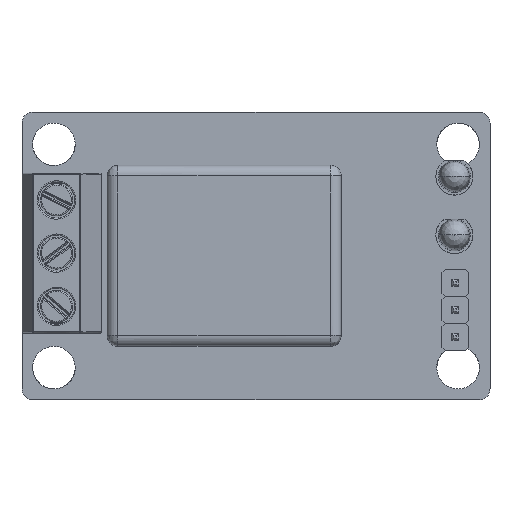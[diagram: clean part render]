
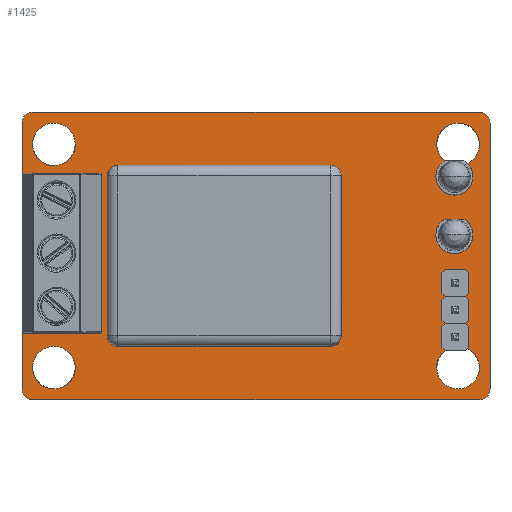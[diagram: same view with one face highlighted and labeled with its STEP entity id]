
A CAD part, top view. The second image highlights one B-rep face of the part: STEP entity #1425.
In plain terms, the highlighted planar face has unit normal (0, 0, 1).
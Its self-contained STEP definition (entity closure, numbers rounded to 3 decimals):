
#63=FACE_BOUND('',#2956,.T.);
#64=FACE_BOUND('',#2957,.T.);
#65=FACE_BOUND('',#2958,.T.);
#66=FACE_BOUND('',#2959,.T.);
#116=PLANE('',#11418);
#438=B_SPLINE_CURVE_WITH_KNOTS('',1,(#12422,#12423),.UNSPECIFIED.,.F.,.F.,
(2,2),(1.,43.),.UNSPECIFIED.);
#439=B_SPLINE_CURVE_WITH_KNOTS('',1,(#12424,#12425),.UNSPECIFIED.,.F.,.F.,
(2,2),(45.,70.),.UNSPECIFIED.);
#440=B_SPLINE_CURVE_WITH_KNOTS('',1,(#12426,#12427),.UNSPECIFIED.,.F.,.F.,
(2,2),(72.,114.),.UNSPECIFIED.);
#441=B_SPLINE_CURVE_WITH_KNOTS('',1,(#12428,#12429),.UNSPECIFIED.,.F.,.F.,
(2,2),(116.,141.),.UNSPECIFIED.);
#1425=ADVANCED_FACE('',(#2190,#63,#64,#65,#66),#116,.T.);
#2190=FACE_OUTER_BOUND('',#2955,.T.);
#2955=EDGE_LOOP('',(#3815,#3816,#3817,#3818,#3819,#3820,#3821,#3822));
#2956=EDGE_LOOP('',(#3823));
#2957=EDGE_LOOP('',(#3824));
#2958=EDGE_LOOP('',(#3825));
#2959=EDGE_LOOP('',(#3826));
#3815=ORIENTED_EDGE('',*,*,#7205,.T.);
#3816=ORIENTED_EDGE('',*,*,#7207,.T.);
#3817=ORIENTED_EDGE('',*,*,#7202,.T.);
#3818=ORIENTED_EDGE('',*,*,#7206,.T.);
#3819=ORIENTED_EDGE('',*,*,#7203,.T.);
#3820=ORIENTED_EDGE('',*,*,#7208,.T.);
#3821=ORIENTED_EDGE('',*,*,#7204,.T.);
#3822=ORIENTED_EDGE('',*,*,#7209,.T.);
#3823=ORIENTED_EDGE('',*,*,#7210,.T.);
#3824=ORIENTED_EDGE('',*,*,#7211,.T.);
#3825=ORIENTED_EDGE('',*,*,#7212,.T.);
#3826=ORIENTED_EDGE('',*,*,#7213,.T.);
#7202=EDGE_CURVE('',#9832,#9831,#438,.T.);
#7203=EDGE_CURVE('',#9834,#9833,#439,.T.);
#7204=EDGE_CURVE('',#9836,#9835,#440,.T.);
#7205=EDGE_CURVE('',#9838,#9837,#441,.T.);
#7206=EDGE_CURVE('',#9831,#9834,#8976,.T.);
#7207=EDGE_CURVE('',#9837,#9832,#8977,.T.);
#7208=EDGE_CURVE('',#9833,#9836,#8978,.T.);
#7209=EDGE_CURVE('',#9835,#9838,#8979,.T.);
#7210=EDGE_CURVE('',#9839,#9839,#8980,.T.);
#7211=EDGE_CURVE('',#9840,#9840,#8981,.T.);
#7212=EDGE_CURVE('',#9841,#9841,#8982,.T.);
#7213=EDGE_CURVE('',#9842,#9842,#8983,.T.);
#8976=(
BOUNDED_CURVE()
B_SPLINE_CURVE(2,(#12430,#12431,#12432),.UNSPECIFIED.,.F.,.F.)
B_SPLINE_CURVE_WITH_KNOTS((3,3),(0.,1.571),.UNSPECIFIED.)
CURVE()
GEOMETRIC_REPRESENTATION_ITEM()
RATIONAL_B_SPLINE_CURVE((1.,0.707,1.))
REPRESENTATION_ITEM('')
);
#8977=(
BOUNDED_CURVE()
B_SPLINE_CURVE(2,(#12433,#12434,#12435),.UNSPECIFIED.,.F.,.F.)
B_SPLINE_CURVE_WITH_KNOTS((3,3),(-1.571,0.),.UNSPECIFIED.)
CURVE()
GEOMETRIC_REPRESENTATION_ITEM()
RATIONAL_B_SPLINE_CURVE((1.,0.707,1.))
REPRESENTATION_ITEM('')
);
#8978=(
BOUNDED_CURVE()
B_SPLINE_CURVE(2,(#12436,#12437,#12438),.UNSPECIFIED.,.F.,.F.)
B_SPLINE_CURVE_WITH_KNOTS((3,3),(0.,1.571),.UNSPECIFIED.)
CURVE()
GEOMETRIC_REPRESENTATION_ITEM()
RATIONAL_B_SPLINE_CURVE((1.,0.707,1.))
REPRESENTATION_ITEM('')
);
#8979=(
BOUNDED_CURVE()
B_SPLINE_CURVE(2,(#12439,#12440,#12441),.UNSPECIFIED.,.F.,.F.)
B_SPLINE_CURVE_WITH_KNOTS((3,3),(0.,1.571),.UNSPECIFIED.)
CURVE()
GEOMETRIC_REPRESENTATION_ITEM()
RATIONAL_B_SPLINE_CURVE((1.,0.707,1.))
REPRESENTATION_ITEM('')
);
#8980=(
BOUNDED_CURVE()
B_SPLINE_CURVE(2,(#12442,#12443,#12444,#12445,#12446,#12447,#12448,#12449,
#12450),.UNSPECIFIED.,.T.,.F.)
B_SPLINE_CURVE_WITH_KNOTS((3,2,2,2,3),(0.,3.142,6.283,
9.425,12.566),.UNSPECIFIED.)
CURVE()
GEOMETRIC_REPRESENTATION_ITEM()
RATIONAL_B_SPLINE_CURVE((1.,0.707,1.,0.707,1.,0.707,
1.,0.707,1.))
REPRESENTATION_ITEM('')
);
#8981=(
BOUNDED_CURVE()
B_SPLINE_CURVE(2,(#12451,#12452,#12453,#12454,#12455,#12456,#12457,#12458,
#12459),.UNSPECIFIED.,.T.,.F.)
B_SPLINE_CURVE_WITH_KNOTS((3,2,2,2,3),(0.,3.142,6.283,
9.425,12.566),.UNSPECIFIED.)
CURVE()
GEOMETRIC_REPRESENTATION_ITEM()
RATIONAL_B_SPLINE_CURVE((1.,0.707,1.,0.707,1.,0.707,
1.,0.707,1.))
REPRESENTATION_ITEM('')
);
#8982=(
BOUNDED_CURVE()
B_SPLINE_CURVE(2,(#12460,#12461,#12462,#12463,#12464,#12465,#12466,#12467,
#12468),.UNSPECIFIED.,.T.,.F.)
B_SPLINE_CURVE_WITH_KNOTS((3,2,2,2,3),(0.,3.142,6.283,
9.425,12.566),.UNSPECIFIED.)
CURVE()
GEOMETRIC_REPRESENTATION_ITEM()
RATIONAL_B_SPLINE_CURVE((1.,0.707,1.,0.707,1.,0.707,
1.,0.707,1.))
REPRESENTATION_ITEM('')
);
#8983=(
BOUNDED_CURVE()
B_SPLINE_CURVE(2,(#12469,#12470,#12471,#12472,#12473,#12474,#12475,#12476,
#12477),.UNSPECIFIED.,.T.,.F.)
B_SPLINE_CURVE_WITH_KNOTS((3,2,2,2,3),(0.,3.142,6.283,
9.425,12.566),.UNSPECIFIED.)
CURVE()
GEOMETRIC_REPRESENTATION_ITEM()
RATIONAL_B_SPLINE_CURVE((1.,0.707,1.,0.707,1.,0.707,
1.,0.707,1.))
REPRESENTATION_ITEM('')
);
#9831=VERTEX_POINT('',#12410);
#9832=VERTEX_POINT('',#12411);
#9833=VERTEX_POINT('',#12412);
#9834=VERTEX_POINT('',#12413);
#9835=VERTEX_POINT('',#12414);
#9836=VERTEX_POINT('',#12415);
#9837=VERTEX_POINT('',#12416);
#9838=VERTEX_POINT('',#12417);
#9839=VERTEX_POINT('',#12418);
#9840=VERTEX_POINT('',#12419);
#9841=VERTEX_POINT('',#12420);
#9842=VERTEX_POINT('',#12421);
#11418=AXIS2_PLACEMENT_3D('',#12409,#11727,$);
#11727=DIRECTION('',(0.,0.,1.));
#12409=CARTESIAN_POINT('',(0.,0.,1.5));
#12410=CARTESIAN_POINT('',(43.,0.,1.5));
#12411=CARTESIAN_POINT('',(1.,0.,1.5));
#12412=CARTESIAN_POINT('',(44.,26.,1.5));
#12413=CARTESIAN_POINT('',(44.,1.,1.5));
#12414=CARTESIAN_POINT('',(1.,27.,1.5));
#12415=CARTESIAN_POINT('',(43.,27.,1.5));
#12416=CARTESIAN_POINT('',(0.,1.,1.5));
#12417=CARTESIAN_POINT('',(0.,26.,1.5));
#12418=CARTESIAN_POINT('',(1.,24.,1.5));
#12419=CARTESIAN_POINT('',(43.,24.,1.5));
#12420=CARTESIAN_POINT('',(43.,3.,1.5));
#12421=CARTESIAN_POINT('',(1.,3.,1.5));
#12422=CARTESIAN_POINT('',(1.,0.,1.5));
#12423=CARTESIAN_POINT('',(43.,0.,1.5));
#12424=CARTESIAN_POINT('',(44.,1.,1.5));
#12425=CARTESIAN_POINT('',(44.,26.,1.5));
#12426=CARTESIAN_POINT('',(43.,27.,1.5));
#12427=CARTESIAN_POINT('',(1.,27.,1.5));
#12428=CARTESIAN_POINT('',(0.,26.,1.5));
#12429=CARTESIAN_POINT('',(0.,1.,1.5));
#12430=CARTESIAN_POINT('',(43.,0.,1.5));
#12431=CARTESIAN_POINT('',(44.,0.,1.5));
#12432=CARTESIAN_POINT('',(44.,1.,1.5));
#12433=CARTESIAN_POINT('',(0.,1.,1.5));
#12434=CARTESIAN_POINT('',(0.,0.,1.5));
#12435=CARTESIAN_POINT('',(1.,0.,1.5));
#12436=CARTESIAN_POINT('',(44.,26.,1.5));
#12437=CARTESIAN_POINT('',(44.,27.,1.5));
#12438=CARTESIAN_POINT('',(43.,27.,1.5));
#12439=CARTESIAN_POINT('',(1.,27.,1.5));
#12440=CARTESIAN_POINT('',(0.,27.,1.5));
#12441=CARTESIAN_POINT('',(0.,26.,1.5));
#12442=CARTESIAN_POINT('',(1.,24.,1.5));
#12443=CARTESIAN_POINT('',(1.,26.,1.5));
#12444=CARTESIAN_POINT('',(3.,26.,1.5));
#12445=CARTESIAN_POINT('',(5.,26.,1.5));
#12446=CARTESIAN_POINT('',(5.,24.,1.5));
#12447=CARTESIAN_POINT('',(5.,22.,1.5));
#12448=CARTESIAN_POINT('',(3.,22.,1.5));
#12449=CARTESIAN_POINT('',(1.,22.,1.5));
#12450=CARTESIAN_POINT('',(1.,24.,1.5));
#12451=CARTESIAN_POINT('',(43.,24.,1.5));
#12452=CARTESIAN_POINT('',(43.,22.,1.5));
#12453=CARTESIAN_POINT('',(41.,22.,1.5));
#12454=CARTESIAN_POINT('',(39.,22.,1.5));
#12455=CARTESIAN_POINT('',(39.,24.,1.5));
#12456=CARTESIAN_POINT('',(39.,26.,1.5));
#12457=CARTESIAN_POINT('',(41.,26.,1.5));
#12458=CARTESIAN_POINT('',(43.,26.,1.5));
#12459=CARTESIAN_POINT('',(43.,24.,1.5));
#12460=CARTESIAN_POINT('',(43.,3.,1.5));
#12461=CARTESIAN_POINT('',(43.,1.,1.5));
#12462=CARTESIAN_POINT('',(41.,1.,1.5));
#12463=CARTESIAN_POINT('',(39.,1.,1.5));
#12464=CARTESIAN_POINT('',(39.,3.,1.5));
#12465=CARTESIAN_POINT('',(39.,5.,1.5));
#12466=CARTESIAN_POINT('',(41.,5.,1.5));
#12467=CARTESIAN_POINT('',(43.,5.,1.5));
#12468=CARTESIAN_POINT('',(43.,3.,1.5));
#12469=CARTESIAN_POINT('',(1.,3.,1.5));
#12470=CARTESIAN_POINT('',(1.,5.,1.5));
#12471=CARTESIAN_POINT('',(3.,5.,1.5));
#12472=CARTESIAN_POINT('',(5.,5.,1.5));
#12473=CARTESIAN_POINT('',(5.,3.,1.5));
#12474=CARTESIAN_POINT('',(5.,1.,1.5));
#12475=CARTESIAN_POINT('',(3.,1.,1.5));
#12476=CARTESIAN_POINT('',(1.,1.,1.5));
#12477=CARTESIAN_POINT('',(1.,3.,1.5));
